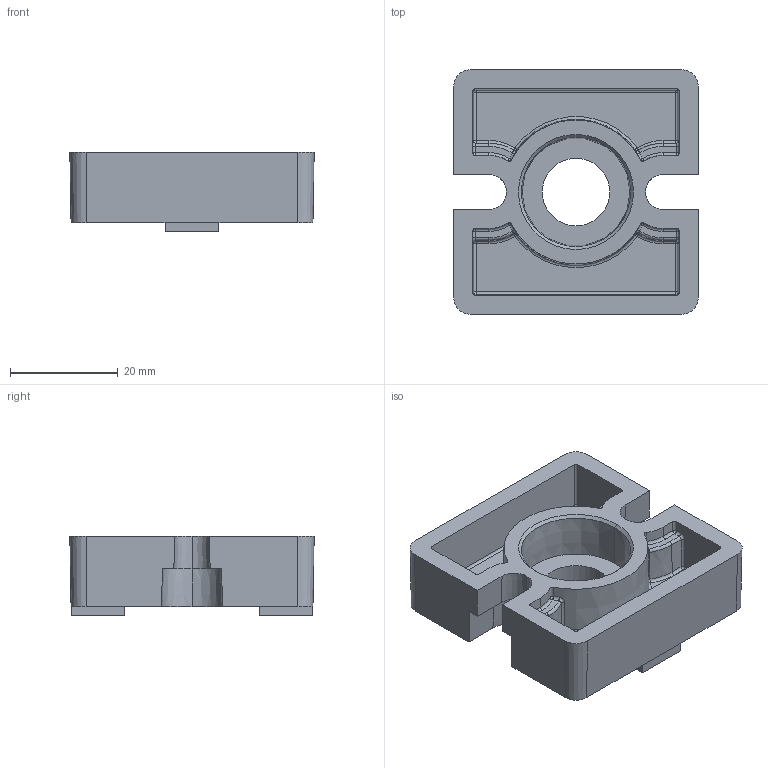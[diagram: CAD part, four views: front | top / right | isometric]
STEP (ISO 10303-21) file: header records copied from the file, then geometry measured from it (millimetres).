
FILE_DESCRIPTION(('STEP AP214'),'1');
FILE_NAME('fath_099e45451012a.stp','2017-10-10T12:01:38',('TraceParts'),('TraceParts S.A.'),'Spatial InterOp 3D',' ',' ');
FILE_SCHEMA(('automotive_design'));
Length unit declared in the file: millimetre
Products named in the file (1): fath_099e45451012a
Bounding box: 45.25 x 45.25 x 14.7 mm (x, y, z)
Volume: 14553 mm3; surface area: 8952.1 mm2
Topology: 1 solids, 1 shells, 165 faces, 386 edges, 226 vertices
Faces by surface type: plane 49, cylinder 36, cone 26, sphere 20, torus 18, bspline 16
Entity records: 6293 total; most frequent: CARTESIAN_POINT 1238, DIRECTION 806, ORIENTED_EDGE 772, EDGE_CURVE 386, AXIS2_PLACEMENT_3D 314, VERTEX_POINT 226, LINE 178, VECTOR 178
